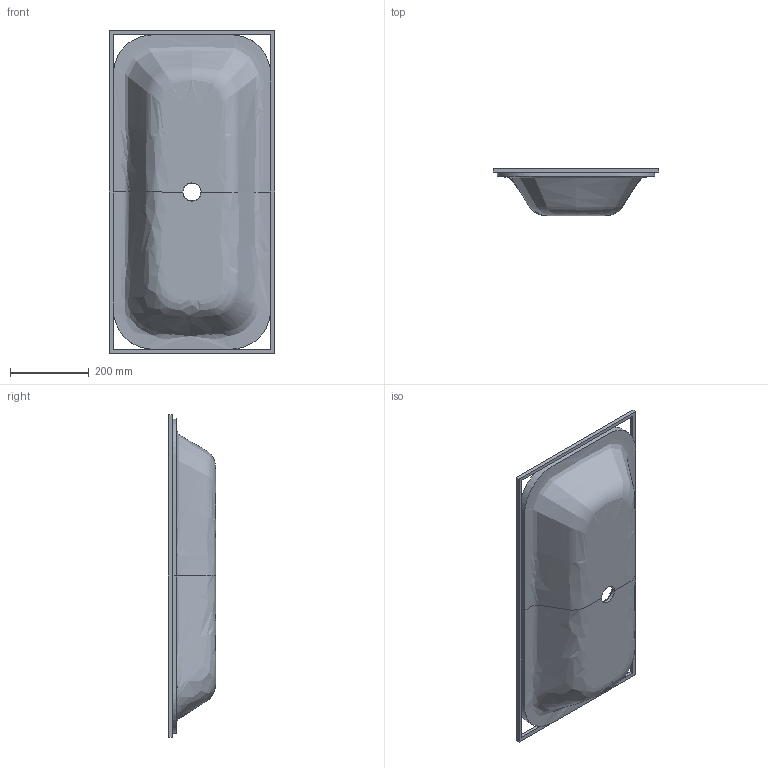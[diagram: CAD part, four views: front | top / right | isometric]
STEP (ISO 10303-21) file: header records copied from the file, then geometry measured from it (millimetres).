
FILE_DESCRIPTION (( 'STEP AP214' ), '1' );
FILE_NAME ('Fovea_grande_loch.STEP', '2018-06-29T08:32:01', ( '' ), ( '' ), 'SwSTEP 2.0', 'SolidWorks 2017', '' );
FILE_SCHEMA (( 'AUTOMOTIVE_DESIGN' ));
Length unit declared in the file: millimetre
Products named in the file (2): Fovea_grande_loch
Bounding box: 420 x 120 x 820 mm (x, y, z)
Volume: 8177162.9 mm3; surface area: 926191.9 mm2
Topology: 2 solids, 2 shells, 20 faces, 44 edges, 26 vertices
Faces by surface type: bspline 10, plane 10
Entity records: 11034 total; most frequent: CARTESIAN_POINT 10602, ORIENTED_EDGE 88, DIRECTION 48, EDGE_CURVE 44, VERTEX_POINT 26, LINE 24, VECTOR 24, EDGE_LOOP 22
